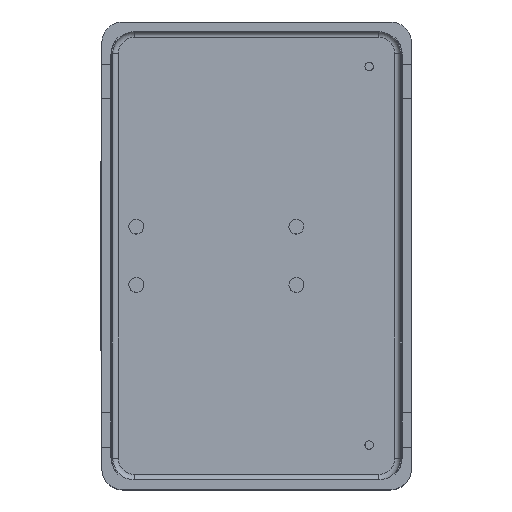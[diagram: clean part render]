
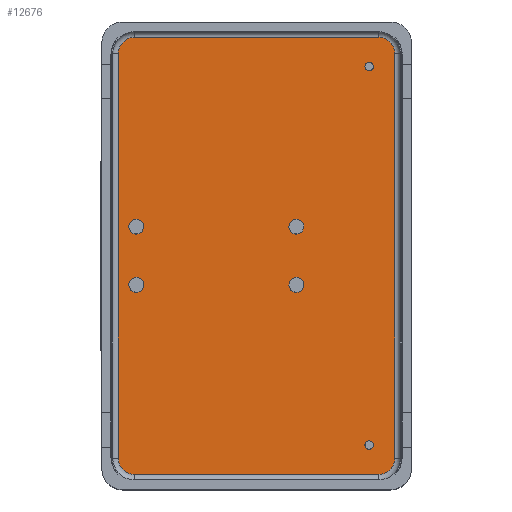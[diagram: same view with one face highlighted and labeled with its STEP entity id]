
A CAD part, top view. The second image highlights one B-rep face of the part: STEP entity #12676.
In plain terms, the highlighted planar face has unit normal (0, 0, 1).
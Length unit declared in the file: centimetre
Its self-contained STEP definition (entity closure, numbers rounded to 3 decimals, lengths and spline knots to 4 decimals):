
#1345=CIRCLE('',#13573,0.141);
#1346=CIRCLE('',#13574,0.141);
#1347=CIRCLE('',#13575,0.141);
#1348=CIRCLE('',#13576,0.141);
#1349=CIRCLE('',#13577,0.0645);
#1350=CIRCLE('',#13578,0.0645);
#1351=CIRCLE('',#13579,0.0645);
#1352=CIRCLE('',#13580,0.0365);
#1353=CIRCLE('',#13581,0.0645);
#1354=CIRCLE('',#13582,0.0365);
#2135=VERTEX_POINT('',#21525);
#2136=VERTEX_POINT('',#21526);
#2137=VERTEX_POINT('',#21528);
#2138=VERTEX_POINT('',#21530);
#2139=VERTEX_POINT('',#21532);
#2140=VERTEX_POINT('',#21534);
#2141=VERTEX_POINT('',#21536);
#2142=VERTEX_POINT('',#21538);
#2143=VERTEX_POINT('',#21541);
#2144=VERTEX_POINT('',#21543);
#2145=VERTEX_POINT('',#21545);
#2146=VERTEX_POINT('',#21547);
#2147=VERTEX_POINT('',#21549);
#2148=VERTEX_POINT('',#21551);
#3616=LINE('',#21527,#14795);
#3617=LINE('',#21531,#14796);
#3618=LINE('',#21535,#14797);
#3619=LINE('',#21539,#14798);
#5442=EDGE_CURVE('',#2135,#2136,#1345,.T.);
#5443=EDGE_CURVE('',#2137,#2135,#3616,.T.);
#5444=EDGE_CURVE('',#2138,#2137,#1346,.T.);
#5445=EDGE_CURVE('',#2139,#2138,#3617,.T.);
#5446=EDGE_CURVE('',#2140,#2139,#1347,.T.);
#5447=EDGE_CURVE('',#2141,#2140,#3618,.T.);
#5448=EDGE_CURVE('',#2142,#2141,#1348,.T.);
#5449=EDGE_CURVE('',#2136,#2142,#3619,.T.);
#5450=EDGE_CURVE('',#2143,#2143,#1349,.T.);
#5451=EDGE_CURVE('',#2144,#2144,#1350,.T.);
#5452=EDGE_CURVE('',#2145,#2145,#1351,.T.);
#5453=EDGE_CURVE('',#2146,#2146,#1352,.T.);
#5454=EDGE_CURVE('',#2147,#2147,#1353,.T.);
#5455=EDGE_CURVE('',#2148,#2148,#1354,.T.);
#8505=ORIENTED_EDGE('',*,*,#5442,.F.);
#8506=ORIENTED_EDGE('',*,*,#5443,.F.);
#8507=ORIENTED_EDGE('',*,*,#5444,.F.);
#8508=ORIENTED_EDGE('',*,*,#5445,.F.);
#8509=ORIENTED_EDGE('',*,*,#5446,.F.);
#8510=ORIENTED_EDGE('',*,*,#5447,.F.);
#8511=ORIENTED_EDGE('',*,*,#5448,.F.);
#8512=ORIENTED_EDGE('',*,*,#5449,.F.);
#8513=ORIENTED_EDGE('',*,*,#5450,.F.);
#8514=ORIENTED_EDGE('',*,*,#5451,.F.);
#8515=ORIENTED_EDGE('',*,*,#5452,.F.);
#8516=ORIENTED_EDGE('',*,*,#5453,.F.);
#8517=ORIENTED_EDGE('',*,*,#5454,.F.);
#8518=ORIENTED_EDGE('',*,*,#5455,.F.);
#10978=EDGE_LOOP('',(#8505,#8506,#8507,#8508,#8509,#8510,#8511,#8512));
#10979=EDGE_LOOP('',(#8513));
#10980=EDGE_LOOP('',(#8514));
#10981=EDGE_LOOP('',(#8515));
#10982=EDGE_LOOP('',(#8516));
#10983=EDGE_LOOP('',(#8517));
#10984=EDGE_LOOP('',(#8518));
#11852=FACE_BOUND('',#10978,.T.);
#11853=FACE_BOUND('',#10979,.T.);
#11854=FACE_BOUND('',#10980,.T.);
#11855=FACE_BOUND('',#10981,.T.);
#11856=FACE_BOUND('',#10982,.T.);
#11857=FACE_BOUND('',#10983,.T.);
#11858=FACE_BOUND('',#10984,.T.);
#12676=ADVANCED_FACE('',(#11852,#11853,#11854,#11855,#11856,#11857,#11858),
#15865,.T.);
#13572=AXIS2_PLACEMENT_3D('',#21523,#17564,$);
#13573=AXIS2_PLACEMENT_3D('',#21524,#17565,#17566);
#13574=AXIS2_PLACEMENT_3D('',#21529,#17568,#17569);
#13575=AXIS2_PLACEMENT_3D('',#21533,#17571,#17572);
#13576=AXIS2_PLACEMENT_3D('',#21537,#17574,#17575);
#13577=AXIS2_PLACEMENT_3D('',#21540,#17577,#17578);
#13578=AXIS2_PLACEMENT_3D('',#21542,#17579,#17580);
#13579=AXIS2_PLACEMENT_3D('',#21544,#17581,#17582);
#13580=AXIS2_PLACEMENT_3D('',#21546,#17583,#17584);
#13581=AXIS2_PLACEMENT_3D('',#21548,#17585,#17586);
#13582=AXIS2_PLACEMENT_3D('',#21550,#17587,#17588);
#14795=VECTOR('',#17567,1.);
#14796=VECTOR('',#17570,1.);
#14797=VECTOR('',#17573,1.);
#14798=VECTOR('',#17576,1.);
#15865=PLANE('',#13572);
#17564=DIRECTION('',(0.,0.,1.));
#17565=DIRECTION('',(0.,0.,-1.));
#17566=DIRECTION('',(0.1,-0.1,0.));
#17567=DIRECTION('',(0.,1.,0.));
#17568=DIRECTION('',(0.,0.,-1.));
#17569=DIRECTION('',(0.141,0.,0.));
#17570=DIRECTION('',(-1.,0.,0.));
#17571=DIRECTION('',(0.,0.,-1.));
#17572=DIRECTION('',(-0.141,0.,0.));
#17573=DIRECTION('',(0.,-1.,0.));
#17574=DIRECTION('',(0.,0.,-1.));
#17575=DIRECTION('',(-0.1,-0.1,0.));
#17576=DIRECTION('',(1.,0.,0.));
#17577=DIRECTION('',(0.,0.,1.));
#17578=DIRECTION('',(0.064,-0.008,0.));
#17579=DIRECTION('',(0.,0.,1.));
#17580=DIRECTION('',(0.064,-0.008,0.));
#17581=DIRECTION('',(0.,0.,1.));
#17582=DIRECTION('',(0.064,-0.008,0.));
#17583=DIRECTION('',(0.,0.,1.));
#17584=DIRECTION('',(0.037,0.,0.));
#17585=DIRECTION('',(0.,0.,1.));
#17586=DIRECTION('',(0.064,-0.008,0.));
#17587=DIRECTION('',(0.,0.,1.));
#17588=DIRECTION('',(0.037,0.,0.));
#21523=CARTESIAN_POINT('',(0.,0.,1.56));
#21524=CARTESIAN_POINT('',(-1.065,1.765,1.56));
#21525=CARTESIAN_POINT('',(-1.206,1.765,1.56));
#21526=CARTESIAN_POINT('',(-1.065,1.906,1.56));
#21527=CARTESIAN_POINT('',(-1.206,0.,1.56));
#21528=CARTESIAN_POINT('',(-1.206,-1.765,1.56));
#21529=CARTESIAN_POINT('',(-1.065,-1.765,1.56));
#21530=CARTESIAN_POINT('',(-1.065,-1.906,1.56));
#21531=CARTESIAN_POINT('',(0.,-1.906,1.56));
#21532=CARTESIAN_POINT('',(1.065,-1.906,1.56));
#21533=CARTESIAN_POINT('',(1.065,-1.765,1.56));
#21534=CARTESIAN_POINT('',(1.206,-1.765,1.56));
#21535=CARTESIAN_POINT('',(1.206,0.,1.56));
#21536=CARTESIAN_POINT('',(1.206,1.765,1.56));
#21537=CARTESIAN_POINT('',(1.065,1.765,1.56));
#21538=CARTESIAN_POINT('',(1.065,1.906,1.56));
#21539=CARTESIAN_POINT('',(0.,1.906,1.56));
#21540=CARTESIAN_POINT('',(0.347,-0.254,1.56));
#21541=CARTESIAN_POINT('',(0.283,-0.2462,1.56));
#21542=CARTESIAN_POINT('',(-1.05,0.254,1.56));
#21543=CARTESIAN_POINT('',(-1.114,0.2618,1.56));
#21544=CARTESIAN_POINT('',(0.347,0.254,1.56));
#21545=CARTESIAN_POINT('',(0.283,0.2618,1.56));
#21546=CARTESIAN_POINT('',(0.982,1.651,1.56));
#21547=CARTESIAN_POINT('',(0.9455,1.651,1.56));
#21548=CARTESIAN_POINT('',(-1.05,-0.254,1.56));
#21549=CARTESIAN_POINT('',(-1.114,-0.2462,1.56));
#21550=CARTESIAN_POINT('',(0.982,-1.651,1.56));
#21551=CARTESIAN_POINT('',(0.9455,-1.651,1.56));
